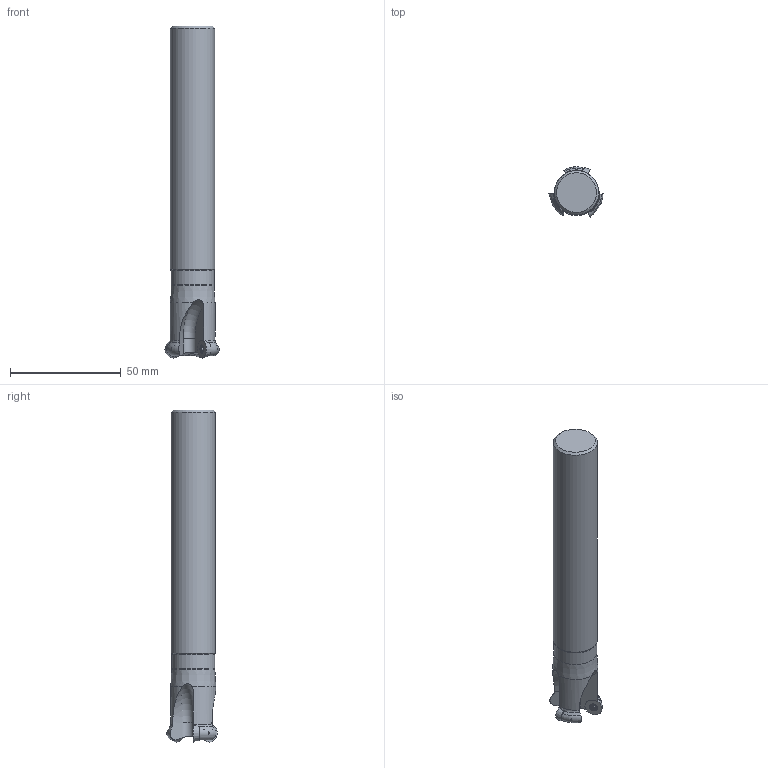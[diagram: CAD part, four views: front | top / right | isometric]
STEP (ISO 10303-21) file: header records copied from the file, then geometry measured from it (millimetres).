
FILE_DESCRIPTION(/* description */ (''),/* implementation_level */ '2;1');
FILE_NAME(/* name */ 'toolassembly_1.stp',/* time_stamp */ '2018-10-04T13:18:38+02:00',/* author */ (''),/* organization */ ('SMS'),/* preprocessor_version */ 'ST-DEVELOPER v15',/* originating_system */ 'SIEMENS PLM Software NX 8.5',/* authorisation */ '');
FILE_SCHEMA (('AUTOMOTIVE_DESIGN { 1 0 10303 214 3 1 1 1 }'));
Length unit declared in the file: millimetre
Products named in the file (4): ASSEMBLY_CONSTRUCTION; CUT_20181004131803; NOCUT_20181004131758; TOOLASSEMBLY_1
Assembly tree (5 placements, depth 2):
  TOOLASSEMBLY_1
    NOCUT_20181004131758
    CUT_20181004131803  x3
    ASSEMBLY_CONSTRUCTION
Bounding box: 24.46 x 22.79 x 150 mm (x, y, z)
Volume: 43045.9 mm3; surface area: 11024.9 mm2
Topology: 4 solids, 4 shells, 209 faces, 537 edges, 354 vertices
Faces by surface type: plane 77, cone 50, extrusion 36, torus 26, cylinder 17, bspline 3
Full cylindrical faces by diameter (mm): 2.8 x3, 3.45 x3, 19.489 x1, 19.989 x1
Entity records: 8157 total; most frequent: CARTESIAN_POINT 3371, ORIENTED_EDGE 948, DIRECTION 944, EDGE_CURVE 474, AXIS2_PLACEMENT_3D 388, VERTEX_POINT 315, EDGE_LOOP 230, ADVANCED_FACE 197
